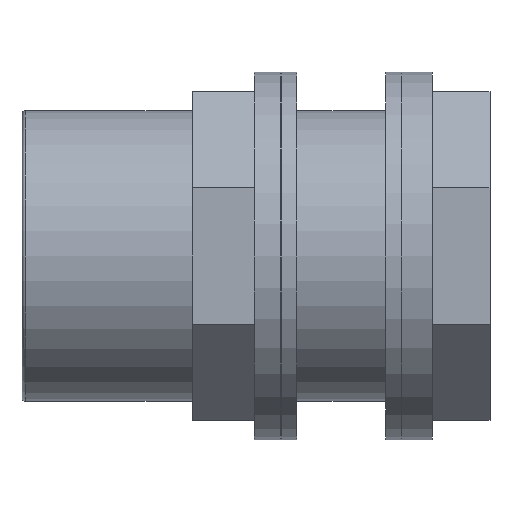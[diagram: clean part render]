
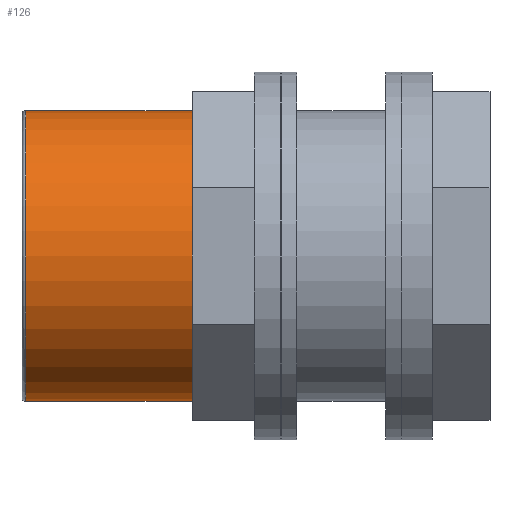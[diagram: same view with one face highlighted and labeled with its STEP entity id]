
A CAD part, front view. The second image highlights one B-rep face of the part: STEP entity #126.
In plain terms, the highlighted cylindrical face has radius 37.592 mm (diameter 75.184 mm), a full revolution.
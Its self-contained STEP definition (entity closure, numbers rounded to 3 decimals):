
#126 = ADVANCED_FACE( '', ( #293, #294 ), #295, .T. );
#293 = FACE_OUTER_BOUND( '', #516, .T. );
#294 = FACE_OUTER_BOUND( '', #517, .T. );
#295 = CYLINDRICAL_SURFACE( '', #518, 37.592 );
#516 = EDGE_LOOP( '', ( #829 ) );
#517 = EDGE_LOOP( '', ( #830 ) );
#518 = AXIS2_PLACEMENT_3D( '', #831, #832, #833 );
#829 = ORIENTED_EDGE( '', *, *, #1238, .F. );
#830 = ORIENTED_EDGE( '', *, *, #1239, .T. );
#831 = CARTESIAN_POINT( '', ( 120., 0., 0. ) );
#832 = DIRECTION( '', ( -1., 0., 0. ) );
#833 = DIRECTION( '', ( 0., 0., -1. ) );
#1238 = EDGE_CURVE( '', #1472, #1472, #1473, .T. );
#1239 = EDGE_CURVE( '', #1474, #1474, #1475, .T. );
#1472 = VERTEX_POINT( '', #1889 );
#1473 = CIRCLE( '', #1890, 37.592 );
#1474 = VERTEX_POINT( '', #1891 );
#1475 = CIRCLE( '', #1892, 37.592 );
#1889 = CARTESIAN_POINT( '', ( 44., 0., -37.592 ) );
#1890 = AXIS2_PLACEMENT_3D( '', #2304, #2305, #2306 );
#1891 = CARTESIAN_POINT( '', ( 0.914, 0., -37.592 ) );
#1892 = AXIS2_PLACEMENT_3D( '', #2307, #2308, #2309 );
#2304 = CARTESIAN_POINT( '', ( 44., 0., 0. ) );
#2305 = DIRECTION( '', ( 1., 0., 0. ) );
#2306 = DIRECTION( '', ( 0., 0., -1. ) );
#2307 = CARTESIAN_POINT( '', ( 0.914, 0., 0. ) );
#2308 = DIRECTION( '', ( 1., 0., 0. ) );
#2309 = DIRECTION( '', ( 0., 0., -1. ) );
